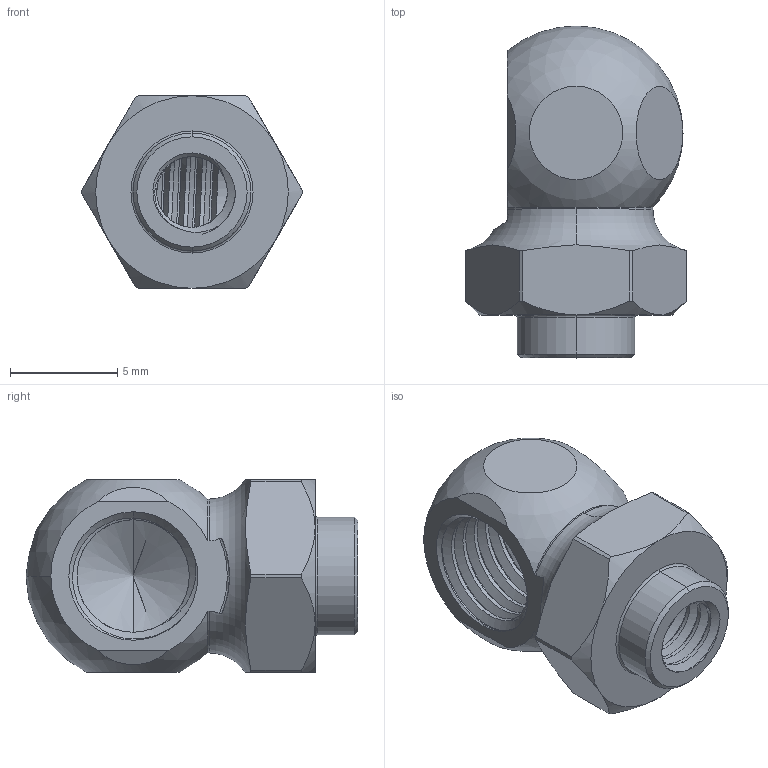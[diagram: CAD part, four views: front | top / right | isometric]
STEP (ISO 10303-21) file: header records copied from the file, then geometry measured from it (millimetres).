
FILE_DESCRIPTION (( 'STEP AP214' ), '1' );
FILE_NAME ('Grease Nipple M8x1.0 H3 Mod.STEP', '2018-04-02T05:42:58', ( '' ), ( '' ), 'SwSTEP 2.0', 'SolidWorks 2017', '' );
FILE_SCHEMA (( 'AUTOMOTIVE_DESIGN' ));
Length unit declared in the file: millimetre
Products named in the file (1): Grease Nipple M8x1.0 H3 Mod
Bounding box: 10.29 x 15.5 x 9 mm (x, y, z)
Volume: 551.3 mm3; surface area: 769.7 mm2
Topology: 1 solids, 1 shells, 102 faces, 288 edges, 187 vertices
Faces by surface type: cylinder 46, plane 16, bspline 15, cone 14, torus 9, sphere 2
Entity records: 7673 total; most frequent: CARTESIAN_POINT 5409, ORIENTED_EDGE 562, DIRECTION 373, EDGE_CURVE 281, VERTEX_POINT 186, AXIS2_PLACEMENT_3D 157, EDGE_LOOP 109, ADVANCED_FACE 102
